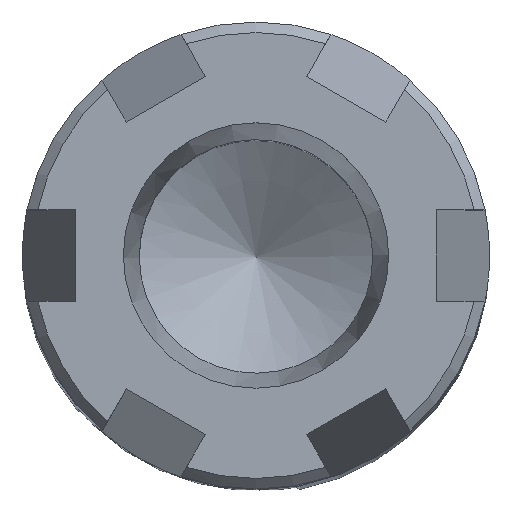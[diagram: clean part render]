
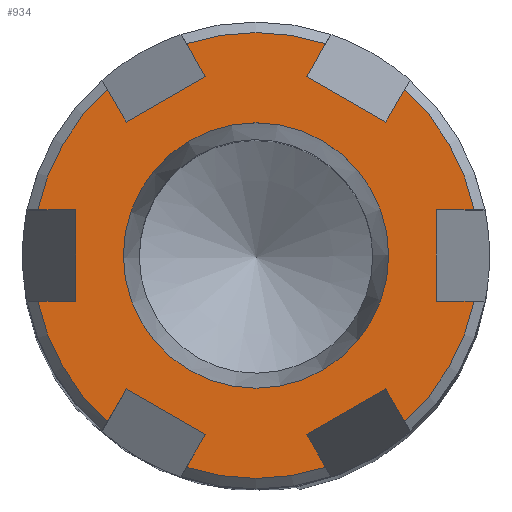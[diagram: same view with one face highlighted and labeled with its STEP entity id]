
A CAD part, top view. The second image highlights one B-rep face of the part: STEP entity #934.
In plain terms, the highlighted planar face has unit normal (0, 0, 1).
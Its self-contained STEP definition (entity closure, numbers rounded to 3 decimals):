
#45=FACE_BOUND('',#272,.T.);
#105=CIRCLE('',#1025,10.5);
#106=CIRCLE('',#1026,10.5);
#107=CIRCLE('',#1027,10.5);
#108=CIRCLE('',#1028,10.5);
#109=CIRCLE('',#1029,10.5);
#110=CIRCLE('',#1030,10.5);
#111=CIRCLE('',#1031,6.25);
#152=PLANE('',#1024);
#200=FACE_OUTER_BOUND('',#271,.T.);
#271=EDGE_LOOP('',(#783,#784,#785,#786,#787,#788,#789,#790,#791,#792,#793,
#794,#795,#796,#797,#798,#799,#800,#801,#802,#803,#804,#805,#806));
#272=EDGE_LOOP('',(#807));
#316=LINE('',#1491,#376);
#318=LINE('',#1504,#378);
#320=LINE('',#1508,#380);
#323=LINE('',#1516,#383);
#325=LINE('',#1529,#385);
#327=LINE('',#1533,#387);
#330=LINE('',#1541,#390);
#332=LINE('',#1554,#392);
#334=LINE('',#1558,#394);
#337=LINE('',#1566,#397);
#339=LINE('',#1579,#399);
#341=LINE('',#1583,#401);
#344=LINE('',#1591,#404);
#346=LINE('',#1604,#406);
#348=LINE('',#1608,#408);
#349=LINE('',#1613,#409);
#350=LINE('',#1615,#410);
#351=LINE('',#1617,#411);
#376=VECTOR('',#1188,1.778);
#378=VECTOR('',#1192,1.778);
#380=VECTOR('',#1198,4.3);
#383=VECTOR('',#1203,1.778);
#385=VECTOR('',#1207,1.778);
#387=VECTOR('',#1213,4.3);
#390=VECTOR('',#1218,1.778);
#392=VECTOR('',#1222,1.778);
#394=VECTOR('',#1228,4.3);
#397=VECTOR('',#1233,1.778);
#399=VECTOR('',#1237,1.778);
#401=VECTOR('',#1243,4.3);
#404=VECTOR('',#1248,1.778);
#406=VECTOR('',#1252,1.778);
#408=VECTOR('',#1258,4.3);
#409=VECTOR('',#1263,1.778);
#410=VECTOR('',#1264,4.3);
#411=VECTOR('',#1265,1.778);
#453=VERTEX_POINT('',#1488);
#454=VERTEX_POINT('',#1490);
#457=VERTEX_POINT('',#1499);
#458=VERTEX_POINT('',#1503);
#461=VERTEX_POINT('',#1513);
#462=VERTEX_POINT('',#1515);
#465=VERTEX_POINT('',#1524);
#466=VERTEX_POINT('',#1528);
#469=VERTEX_POINT('',#1538);
#470=VERTEX_POINT('',#1540);
#473=VERTEX_POINT('',#1549);
#474=VERTEX_POINT('',#1553);
#477=VERTEX_POINT('',#1563);
#478=VERTEX_POINT('',#1565);
#481=VERTEX_POINT('',#1574);
#482=VERTEX_POINT('',#1578);
#485=VERTEX_POINT('',#1588);
#486=VERTEX_POINT('',#1590);
#489=VERTEX_POINT('',#1599);
#490=VERTEX_POINT('',#1603);
#491=VERTEX_POINT('',#1610);
#492=VERTEX_POINT('',#1612);
#493=VERTEX_POINT('',#1614);
#494=VERTEX_POINT('',#1616);
#495=VERTEX_POINT('',#1623);
#554=EDGE_CURVE('',#454,#453,#316,.T.);
#558=EDGE_CURVE('',#458,#457,#318,.T.);
#561=EDGE_CURVE('',#453,#458,#320,.T.);
#564=EDGE_CURVE('',#462,#461,#323,.T.);
#568=EDGE_CURVE('',#466,#465,#325,.T.);
#571=EDGE_CURVE('',#461,#466,#327,.T.);
#574=EDGE_CURVE('',#470,#469,#330,.T.);
#578=EDGE_CURVE('',#474,#473,#332,.T.);
#581=EDGE_CURVE('',#469,#474,#334,.T.);
#584=EDGE_CURVE('',#478,#477,#337,.T.);
#588=EDGE_CURVE('',#482,#481,#339,.T.);
#591=EDGE_CURVE('',#477,#482,#341,.T.);
#594=EDGE_CURVE('',#486,#485,#344,.T.);
#598=EDGE_CURVE('',#490,#489,#346,.T.);
#601=EDGE_CURVE('',#485,#490,#348,.T.);
#602=EDGE_CURVE('',#491,#457,#105,.T.);
#603=EDGE_CURVE('',#491,#492,#349,.T.);
#604=EDGE_CURVE('',#492,#493,#350,.T.);
#605=EDGE_CURVE('',#493,#494,#351,.T.);
#606=EDGE_CURVE('',#486,#494,#106,.T.);
#607=EDGE_CURVE('',#478,#489,#107,.T.);
#608=EDGE_CURVE('',#470,#481,#108,.T.);
#609=EDGE_CURVE('',#462,#473,#109,.T.);
#610=EDGE_CURVE('',#454,#465,#110,.T.);
#611=EDGE_CURVE('',#495,#495,#111,.T.);
#783=ORIENTED_EDGE('',*,*,#554,.T.);
#784=ORIENTED_EDGE('',*,*,#561,.T.);
#785=ORIENTED_EDGE('',*,*,#558,.T.);
#786=ORIENTED_EDGE('',*,*,#602,.F.);
#787=ORIENTED_EDGE('',*,*,#603,.T.);
#788=ORIENTED_EDGE('',*,*,#604,.T.);
#789=ORIENTED_EDGE('',*,*,#605,.T.);
#790=ORIENTED_EDGE('',*,*,#606,.F.);
#791=ORIENTED_EDGE('',*,*,#594,.T.);
#792=ORIENTED_EDGE('',*,*,#601,.T.);
#793=ORIENTED_EDGE('',*,*,#598,.T.);
#794=ORIENTED_EDGE('',*,*,#607,.F.);
#795=ORIENTED_EDGE('',*,*,#584,.T.);
#796=ORIENTED_EDGE('',*,*,#591,.T.);
#797=ORIENTED_EDGE('',*,*,#588,.T.);
#798=ORIENTED_EDGE('',*,*,#608,.F.);
#799=ORIENTED_EDGE('',*,*,#574,.T.);
#800=ORIENTED_EDGE('',*,*,#581,.T.);
#801=ORIENTED_EDGE('',*,*,#578,.T.);
#802=ORIENTED_EDGE('',*,*,#609,.F.);
#803=ORIENTED_EDGE('',*,*,#564,.T.);
#804=ORIENTED_EDGE('',*,*,#571,.T.);
#805=ORIENTED_EDGE('',*,*,#568,.T.);
#806=ORIENTED_EDGE('',*,*,#610,.F.);
#807=ORIENTED_EDGE('',*,*,#611,.F.);
#934=ADVANCED_FACE('',(#200,#45),#152,.T.);
#1024=AXIS2_PLACEMENT_3D('',#1609,#1259,#1260);
#1025=AXIS2_PLACEMENT_3D('',#1611,#1261,#1262);
#1026=AXIS2_PLACEMENT_3D('',#1618,#1266,#1267);
#1027=AXIS2_PLACEMENT_3D('',#1619,#1268,#1269);
#1028=AXIS2_PLACEMENT_3D('',#1620,#1270,#1271);
#1029=AXIS2_PLACEMENT_3D('',#1621,#1272,#1273);
#1030=AXIS2_PLACEMENT_3D('',#1622,#1274,#1275);
#1031=AXIS2_PLACEMENT_3D('',#1624,#1276,#1277);
#1188=DIRECTION('',(0.5,-0.866,0.));
#1192=DIRECTION('',(-0.5,0.866,0.));
#1198=DIRECTION('',(-0.866,-0.5,0.));
#1203=DIRECTION('',(-0.5,-0.866,0.));
#1207=DIRECTION('',(0.5,0.866,0.));
#1213=DIRECTION('',(-0.866,0.5,0.));
#1218=DIRECTION('',(-1.,0.,0.));
#1222=DIRECTION('',(1.,0.,0.));
#1228=DIRECTION('',(0.,1.,0.));
#1233=DIRECTION('',(-0.5,0.866,0.));
#1237=DIRECTION('',(0.5,-0.866,0.));
#1243=DIRECTION('',(0.866,0.5,0.));
#1248=DIRECTION('',(0.5,0.866,0.));
#1252=DIRECTION('',(-0.5,-0.866,0.));
#1258=DIRECTION('',(0.866,-0.5,0.));
#1259=DIRECTION('center_axis',(0.,0.,1.));
#1260=DIRECTION('ref_axis',(1.,0.,0.));
#1261=DIRECTION('center_axis',(0.,0.,-1.));
#1262=DIRECTION('ref_axis',(-1.,0.,0.));
#1263=DIRECTION('',(1.,0.,0.));
#1264=DIRECTION('',(0.,-1.,0.));
#1265=DIRECTION('',(-1.,0.,0.));
#1266=DIRECTION('center_axis',(0.,0.,-1.));
#1267=DIRECTION('ref_axis',(-1.,0.,0.));
#1268=DIRECTION('center_axis',(0.,0.,-1.));
#1269=DIRECTION('ref_axis',(-1.,0.,0.));
#1270=DIRECTION('center_axis',(0.,0.,-1.));
#1271=DIRECTION('ref_axis',(-1.,0.,0.));
#1272=DIRECTION('center_axis',(0.,0.,-1.));
#1273=DIRECTION('ref_axis',(-1.,0.,0.));
#1274=DIRECTION('center_axis',(0.,0.,-1.));
#1275=DIRECTION('ref_axis',(-1.,0.,0.));
#1276=DIRECTION('center_axis',(0.,0.,1.));
#1277=DIRECTION('ref_axis',(1.,0.,0.));
#1488=CARTESIAN_POINT('',(-2.388,8.436,18.));
#1490=CARTESIAN_POINT('',(-3.277,9.976,18.));
#1491=CARTESIAN_POINT('',(0.081,4.161,18.));
#1499=CARTESIAN_POINT('',(-7.001,7.826,18.));
#1503=CARTESIAN_POINT('',(-6.112,6.286,18.));
#1504=CARTESIAN_POINT('',(-3.643,2.011,18.));
#1508=CARTESIAN_POINT('',(-1.906,8.714,18.));
#1513=CARTESIAN_POINT('',(6.112,6.286,18.));
#1515=CARTESIAN_POINT('',(7.001,7.826,18.));
#1516=CARTESIAN_POINT('',(5.206,4.717,18.));
#1524=CARTESIAN_POINT('',(3.277,9.976,18.));
#1528=CARTESIAN_POINT('',(2.388,8.436,18.));
#1529=CARTESIAN_POINT('',(1.482,6.867,18.));
#1533=CARTESIAN_POINT('',(6.594,6.008,18.));
#1538=CARTESIAN_POINT('',(8.5,-2.15,18.));
#1540=CARTESIAN_POINT('',(10.278,-2.15,18.));
#1541=CARTESIAN_POINT('',(8.25,-2.15,18.));
#1549=CARTESIAN_POINT('',(10.278,2.15,18.));
#1553=CARTESIAN_POINT('',(8.5,2.15,18.));
#1554=CARTESIAN_POINT('',(8.25,2.15,18.));
#1558=CARTESIAN_POINT('',(8.5,0.,18.));
#1563=CARTESIAN_POINT('',(2.388,-8.436,18.));
#1565=CARTESIAN_POINT('',(3.277,-9.976,18.));
#1566=CARTESIAN_POINT('',(1.482,-6.867,18.));
#1574=CARTESIAN_POINT('',(7.001,-7.826,18.));
#1578=CARTESIAN_POINT('',(6.112,-6.286,18.));
#1579=CARTESIAN_POINT('',(5.206,-4.717,18.));
#1583=CARTESIAN_POINT('',(6.594,-6.008,18.));
#1588=CARTESIAN_POINT('',(-6.112,-6.286,18.));
#1590=CARTESIAN_POINT('',(-7.001,-7.826,18.));
#1591=CARTESIAN_POINT('',(-3.643,-2.011,18.));
#1599=CARTESIAN_POINT('',(-3.277,-9.976,18.));
#1603=CARTESIAN_POINT('',(-2.388,-8.436,18.));
#1604=CARTESIAN_POINT('',(0.081,-4.161,18.));
#1608=CARTESIAN_POINT('',(-1.906,-8.714,18.));
#1609=CARTESIAN_POINT('Origin',(6.25,0.,18.));
#1610=CARTESIAN_POINT('',(-10.278,2.15,18.));
#1611=CARTESIAN_POINT('Origin',(0.,0.,18.));
#1612=CARTESIAN_POINT('',(-8.5,2.15,18.));
#1613=CARTESIAN_POINT('',(-2.,2.15,18.));
#1614=CARTESIAN_POINT('',(-8.5,-2.15,18.));
#1615=CARTESIAN_POINT('',(-8.5,0.,18.));
#1616=CARTESIAN_POINT('',(-10.278,-2.15,18.));
#1617=CARTESIAN_POINT('',(-2.,-2.15,18.));
#1618=CARTESIAN_POINT('Origin',(0.,0.,18.));
#1619=CARTESIAN_POINT('Origin',(0.,0.,18.));
#1620=CARTESIAN_POINT('Origin',(0.,0.,18.));
#1621=CARTESIAN_POINT('Origin',(0.,0.,18.));
#1622=CARTESIAN_POINT('Origin',(0.,0.,18.));
#1623=CARTESIAN_POINT('',(6.25,0.,18.));
#1624=CARTESIAN_POINT('Origin',(0.,0.,18.));
